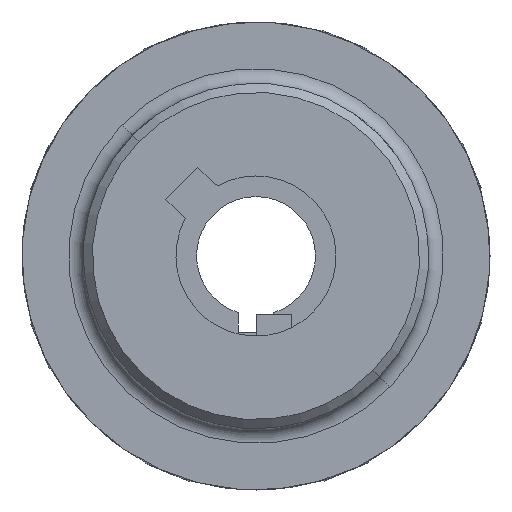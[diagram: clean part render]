
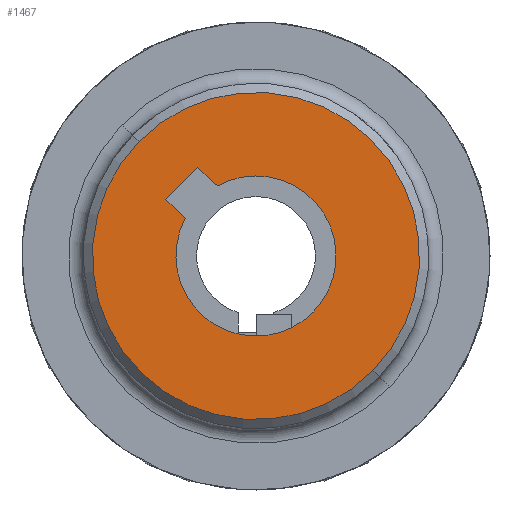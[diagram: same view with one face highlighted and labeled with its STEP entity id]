
A CAD part, front view. The second image highlights one B-rep face of the part: STEP entity #1467.
In plain terms, the highlighted face is planar.
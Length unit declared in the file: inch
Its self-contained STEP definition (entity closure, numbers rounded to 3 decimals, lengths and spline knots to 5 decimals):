
#178 = DIRECTION ( 'NONE',  ( 0., 1., 0. ) ) ;
#314 = ORIENTED_EDGE ( 'NONE', *, *, #4088, .T. ) ;
#330 = EDGE_CURVE ( 'NONE', #6238, #3819, #4274, .T. ) ;
#343 = AXIS2_PLACEMENT_3D ( 'NONE', #7372, #178, #4763 ) ;
#506 = CARTESIAN_POINT ( 'NONE',  ( 0., 1.35, 0.438 ) ) ;
#509 = DIRECTION ( 'NONE',  ( 0., 0., 1. ) ) ;
#530 = DIRECTION ( 'NONE',  ( 0., 0., 1. ) ) ;
#689 = CARTESIAN_POINT ( 'NONE',  ( 0., 1.35, 0. ) ) ;
#1129 = AXIS2_PLACEMENT_3D ( 'NONE', #8381, #4432, #509 ) ;
#1314 = FACE_OUTER_BOUND ( 'NONE', #6219, .T. ) ;
#1348 = DIRECTION ( 'NONE',  ( 0., 0., 1. ) ) ;
#1467 = ADVANCED_FACE ( 'NONE', ( #1314, #6753 ), #6073, .T. ) ;
#1612 = VECTOR ( 'NONE', #8333, 39.37008 ) ;
#1689 = EDGE_CURVE ( 'NONE', #5774, #8068, #5106, .T. ) ;
#1726 = CARTESIAN_POINT ( 'NONE',  ( 0.125, 1.35, -0.567 ) ) ;
#1761 = CARTESIAN_POINT ( 'NONE',  ( 0.125, 1.35, -0.567 ) ) ;
#2251 = ORIENTED_EDGE ( 'NONE', *, *, #6332, .F. ) ;
#2399 = DIRECTION ( 'NONE',  ( -1., 0., 0. ) ) ;
#2563 = VECTOR ( 'NONE', #5917, 39.37008 ) ;
#2618 = AXIS2_PLACEMENT_3D ( 'NONE', #689, #5279, #1348 ) ;
#2634 = CIRCLE ( 'NONE', #2618, 0.895 ) ;
#2857 = EDGE_CURVE ( 'NONE', #3819, #2865, #6336, .T. ) ;
#2865 = VERTEX_POINT ( 'NONE', #506 ) ;
#3062 = DIRECTION ( 'NONE',  ( 0., 1., 0. ) ) ;
#3339 = VERTEX_POINT ( 'NONE', #3868 ) ;
#3559 = CARTESIAN_POINT ( 'NONE',  ( -0.125, 1.35, -0.567 ) ) ;
#3623 = ORIENTED_EDGE ( 'NONE', *, *, #1689, .F. ) ;
#3790 = EDGE_CURVE ( 'NONE', #3339, #4229, #7333, .T. ) ;
#3819 = VERTEX_POINT ( 'NONE', #7037 ) ;
#3846 = ORIENTED_EDGE ( 'NONE', *, *, #2857, .F. ) ;
#3868 = CARTESIAN_POINT ( 'NONE',  ( 0., 1.35, 0.895 ) ) ;
#4088 = EDGE_CURVE ( 'NONE', #4229, #3339, #2634, .T. ) ;
#4229 = VERTEX_POINT ( 'NONE', #7468 ) ;
#4274 = LINE ( 'NONE', #4821, #2563 ) ;
#4356 = EDGE_CURVE ( 'NONE', #2865, #5774, #7510, .T. ) ;
#4432 = DIRECTION ( 'NONE',  ( 0., 1., 0. ) ) ;
#4455 = DIRECTION ( 'NONE',  ( 0., 1., 0. ) ) ;
#4513 = AXIS2_PLACEMENT_3D ( 'NONE', #7004, #3062, #7663 ) ;
#4763 = DIRECTION ( 'NONE',  ( 0., 0., 1. ) ) ;
#4821 = CARTESIAN_POINT ( 'NONE',  ( -0.125, 1.35, -0.567 ) ) ;
#5068 = ORIENTED_EDGE ( 'NONE', *, *, #4356, .F. ) ;
#5106 = LINE ( 'NONE', #1761, #1612 ) ;
#5138 = VECTOR ( 'NONE', #2399, 39.37008 ) ;
#5279 = DIRECTION ( 'NONE',  ( 0., 1., 0. ) ) ;
#5338 = AXIS2_PLACEMENT_3D ( 'NONE', #8405, #4455, #530 ) ;
#5351 = LINE ( 'NONE', #1726, #5138 ) ;
#5372 = CARTESIAN_POINT ( 'NONE',  ( 0.125, 1.35, -0.567 ) ) ;
#5487 = EDGE_LOOP ( 'NONE', ( #3623, #5068, #3846, #7021, #2251 ) ) ;
#5774 = VERTEX_POINT ( 'NONE', #7609 ) ;
#5783 = ORIENTED_EDGE ( 'NONE', *, *, #3790, .T. ) ;
#5917 = DIRECTION ( 'NONE',  ( 0., 0., 1. ) ) ;
#6073 = PLANE ( 'NONE',  #343 ) ;
#6219 = EDGE_LOOP ( 'NONE', ( #314, #5783 ) ) ;
#6238 = VERTEX_POINT ( 'NONE', #3559 ) ;
#6332 = EDGE_CURVE ( 'NONE', #8068, #6238, #5351, .T. ) ;
#6336 = CIRCLE ( 'NONE', #5338, 0.438 ) ;
#6753 = FACE_BOUND ( 'NONE', #5487, .T. ) ;
#7004 = CARTESIAN_POINT ( 'NONE',  ( 0., 1.35, 0. ) ) ;
#7021 = ORIENTED_EDGE ( 'NONE', *, *, #330, .F. ) ;
#7037 = CARTESIAN_POINT ( 'NONE',  ( -0.125, 1.35, -0.41978 ) ) ;
#7333 = CIRCLE ( 'NONE', #4513, 0.895 ) ;
#7372 = CARTESIAN_POINT ( 'NONE',  ( 0., 1.35, 0. ) ) ;
#7468 = CARTESIAN_POINT ( 'NONE',  ( 0., 1.35, -0.895 ) ) ;
#7510 = CIRCLE ( 'NONE', #1129, 0.438 ) ;
#7609 = CARTESIAN_POINT ( 'NONE',  ( 0.125, 1.35, -0.41978 ) ) ;
#7663 = DIRECTION ( 'NONE',  ( 0., 0., 1. ) ) ;
#8068 = VERTEX_POINT ( 'NONE', #5372 ) ;
#8333 = DIRECTION ( 'NONE',  ( 0., 0., -1. ) ) ;
#8381 = CARTESIAN_POINT ( 'NONE',  ( 0., 1.35, 0. ) ) ;
#8405 = CARTESIAN_POINT ( 'NONE',  ( 0., 1.35, 0. ) ) ;
